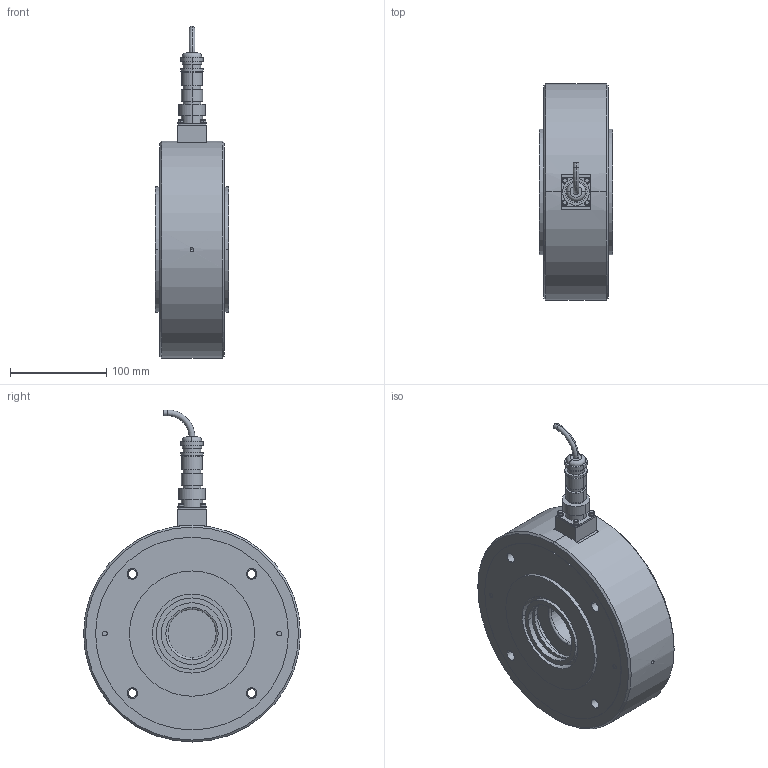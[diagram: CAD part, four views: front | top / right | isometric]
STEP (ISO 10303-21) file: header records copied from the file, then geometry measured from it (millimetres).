
FILE_DESCRIPTION((''),'2;1');
FILE_NAME('50225.stp','2007-09-21T13:20:11',(''),(''),'Mechanical Desktop 2007','Mechanical Desktop 2007',', , ');
FILE_SCHEMA(('CONFIG_CONTROL_DESIGN'));
Length unit declared in the file: millimetre
Products named in the file (26): L50225; L4765504; TEIL1; L49152; TEIL1AA; L49151; TEIL1AAA; L49026; TEIL1A; I-6KT_SCHRAUBE_M6X60A; I-6KT_SCHRAUBE_M6X60; I-6KT_SCHRAUBE_M3X25A; I-6KT_SCHRAUBE_M3X25; FEDERRING_M3A; FEDERRING_M3; V_RING_V65A; V_RING_V65AA; PENDELKUGELLAGER_1310TVA; PENDELKUGELLAGER_1310TV; SICHERUNGSRING_J110A; SICHERUNGSRING_J110; L4340402; TEIL1AAAA; KABELDOSE_PG_AMPH_4-POL; KABELDOSE_PG_AMPH_4-POLA; RM_SDB
Assembly tree (35 placements, depth 3):
  L50225
    L4765504
      TEIL1
    L49152
      TEIL1AA
    L49151
      TEIL1AAA
    L49026
      TEIL1A
    I-6KT_SCHRAUBE_M6X60A  x2
      I-6KT_SCHRAUBE_M6X60
    I-6KT_SCHRAUBE_M3X25A  x4
      I-6KT_SCHRAUBE_M3X25
    FEDERRING_M3A  x4
      FEDERRING_M3
    V_RING_V65A
      V_RING_V65AA
    PENDELKUGELLAGER_1310TVA
      PENDELKUGELLAGER_1310TV
    SICHERUNGSRING_J110A
      SICHERUNGSRING_J110
    L4340402  x2
      TEIL1AAAA
    KABELDOSE_PG_AMPH_4-POL
      KABELDOSE_PG_AMPH_4-POLA
    RM_SDB  x3
Bounding box: 75.9 x 225 x 344.5 mm (x, y, z)
Volume: 2412841.7 mm3; surface area: 392026.8 mm2
Topology: 20 solids, 20 shells, 389 faces, 910 edges, 603 vertices
Faces by surface type: cylinder 232, plane 99, cone 32, torus 24, bspline 2
Entity records: 9795 total; most frequent: DIRECTION 1826, CARTESIAN_POINT 1747, ORIENTED_EDGE 1410, AXIS2_PLACEMENT_3D 787, EDGE_CURVE 705, VERTEX_POINT 467, CIRCLE 450, EDGE_LOOP 424
